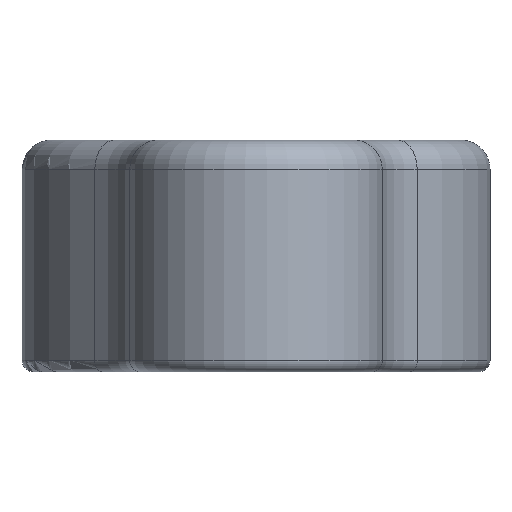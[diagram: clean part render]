
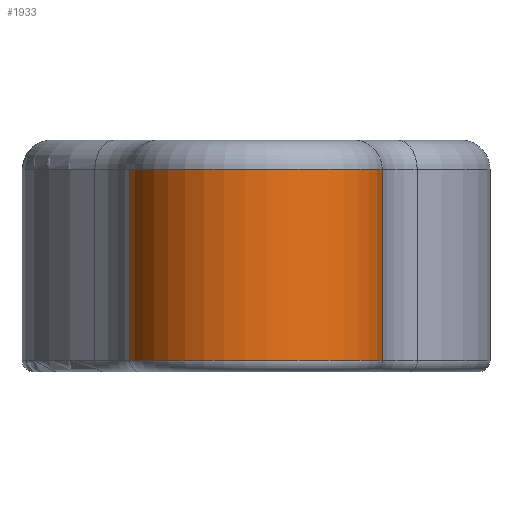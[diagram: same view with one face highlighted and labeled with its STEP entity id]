
A CAD part, front view. The second image highlights one B-rep face of the part: STEP entity #1933.
In plain terms, the highlighted cylindrical face has radius 2.2 mm (diameter 4.4 mm), a partial arc.
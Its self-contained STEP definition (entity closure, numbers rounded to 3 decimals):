
#16 = ORIENTED_EDGE ( 'NONE', *, *, #1298, .T. ) ;
#31 = FACE_OUTER_BOUND ( 'NONE', #1152, .T. ) ;
#129 = DIRECTION ( 'NONE',  ( 0., 0., 1. ) ) ;
#317 = EDGE_CURVE ( 'NONE', #451, #1260, #2120, .T. ) ;
#451 = VERTEX_POINT ( 'NONE', #874 ) ;
#498 = DIRECTION ( 'NONE',  ( 0., 0., -1. ) ) ;
#571 = AXIS2_PLACEMENT_3D ( 'NONE', #1520, #498, #663 ) ;
#636 = CIRCLE ( 'NONE', #1873, 2.2 ) ;
#663 = DIRECTION ( 'NONE',  ( -1., 0., 0. ) ) ;
#705 = AXIS2_PLACEMENT_3D ( 'NONE', #1973, #129, #800 ) ;
#762 = DIRECTION ( 'NONE',  ( 0., 0., -1. ) ) ;
#781 = LINE ( 'NONE', #1601, #1507 ) ;
#785 = CARTESIAN_POINT ( 'NONE',  ( -2.179, -4.083, 3.5 ) ) ;
#800 = DIRECTION ( 'NONE',  ( 1., 0., 0. ) ) ;
#874 = CARTESIAN_POINT ( 'NONE',  ( -2.179, -4.083, 0.2 ) ) ;
#916 = CARTESIAN_POINT ( 'NONE',  ( 2.179, -4.083, 0.2 ) ) ;
#930 = DIRECTION ( 'NONE',  ( 0., 0., 1. ) ) ;
#940 = CARTESIAN_POINT ( 'NONE',  ( 2.179, -4.083, 4. ) ) ;
#956 = VECTOR ( 'NONE', #930, 1000. ) ;
#1065 = LINE ( 'NONE', #940, #956 ) ;
#1152 = EDGE_LOOP ( 'NONE', ( #2189, #1288, #16, #1538 ) ) ;
#1200 = CARTESIAN_POINT ( 'NONE',  ( 2.179, -4.083, 3.5 ) ) ;
#1260 = VERTEX_POINT ( 'NONE', #916 ) ;
#1288 = ORIENTED_EDGE ( 'NONE', *, *, #317, .T. ) ;
#1298 = EDGE_CURVE ( 'NONE', #1260, #1669, #1065, .T. ) ;
#1417 = EDGE_CURVE ( 'NONE', #1802, #451, #781, .T. ) ;
#1496 = CYLINDRICAL_SURFACE ( 'NONE', #571, 2.2 ) ;
#1507 = VECTOR ( 'NONE', #1749, 1000. ) ;
#1520 = CARTESIAN_POINT ( 'NONE',  ( 0., -3.78, 4. ) ) ;
#1538 = ORIENTED_EDGE ( 'NONE', *, *, #2000, .T. ) ;
#1601 = CARTESIAN_POINT ( 'NONE',  ( -2.179, -4.083, 4. ) ) ;
#1669 = VERTEX_POINT ( 'NONE', #1200 ) ;
#1749 = DIRECTION ( 'NONE',  ( 0., 0., -1. ) ) ;
#1802 = VERTEX_POINT ( 'NONE', #785 ) ;
#1873 = AXIS2_PLACEMENT_3D ( 'NONE', #1944, #762, #2106 ) ;
#1933 = ADVANCED_FACE ( 'NONE', ( #31 ), #1496, .T. ) ;
#1944 = CARTESIAN_POINT ( 'NONE',  ( 0., -3.78, 3.5 ) ) ;
#1973 = CARTESIAN_POINT ( 'NONE',  ( 0., -3.78, 0.2 ) ) ;
#2000 = EDGE_CURVE ( 'NONE', #1669, #1802, #636, .T. ) ;
#2106 = DIRECTION ( 'NONE',  ( 1., 0., 0. ) ) ;
#2120 = CIRCLE ( 'NONE', #705, 2.2 ) ;
#2189 = ORIENTED_EDGE ( 'NONE', *, *, #1417, .T. ) ;
